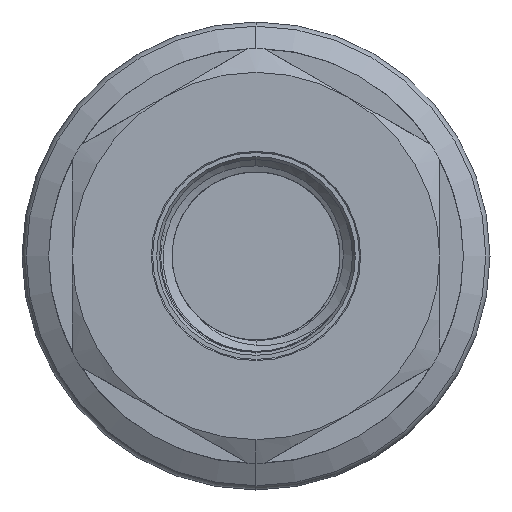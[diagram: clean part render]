
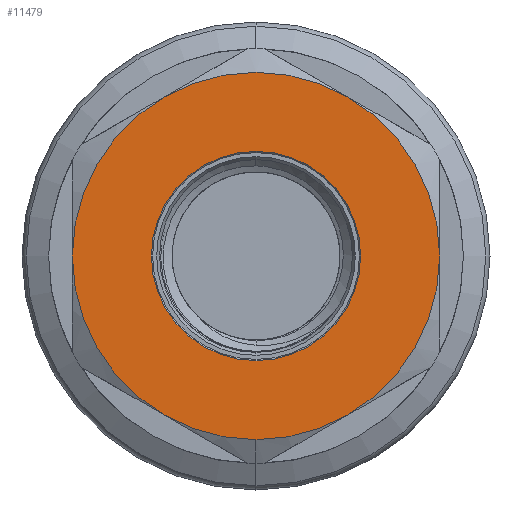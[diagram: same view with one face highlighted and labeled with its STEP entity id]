
A CAD part, left-side view. The second image highlights one B-rep face of the part: STEP entity #11479.
In plain terms, the highlighted planar face has unit normal (-1, 0, 0).
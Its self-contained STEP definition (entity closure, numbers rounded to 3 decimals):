
#1431 = CARTESIAN_POINT ( 'NONE',  ( 0., 0., 0. ) ) ;
#1432 = DIRECTION ( 'NONE',  ( 1., 0., 0. ) ) ;
#1433 = DIRECTION ( 'NONE',  ( 0., 0., -1. ) ) ;
#1443 = CARTESIAN_POINT ( 'NONE',  ( 0., 0., 0. ) ) ;
#1444 = DIRECTION ( 'NONE',  ( -1., 0., 0. ) ) ;
#1445 = DIRECTION ( 'NONE',  ( 0., 0., 1. ) ) ;
#1468 = CARTESIAN_POINT ( 'NONE',  ( 0., 0., 0. ) ) ;
#1469 = DIRECTION ( 'NONE',  ( 1., 0., 0. ) ) ;
#1470 = DIRECTION ( 'NONE',  ( 0., 0., -1. ) ) ;
#1557 = CARTESIAN_POINT ( 'NONE',  ( 0., 0., 0. ) ) ;
#1558 = DIRECTION ( 'NONE',  ( 1., 0., 0. ) ) ;
#1559 = DIRECTION ( 'NONE',  ( 0., 0., -1. ) ) ;
#1894 = AXIS2_PLACEMENT_3D ( 'NONE', #8129, #8130, #8131 ) ;
#1918 = AXIS2_PLACEMENT_3D ( 'NONE', #1557, #1558, #1559 ) ;
#1921 = AXIS2_PLACEMENT_3D ( 'NONE', #1443, #1444, #1445 ) ;
#1924 = AXIS2_PLACEMENT_3D ( 'NONE', #1468, #1469, #1470 ) ;
#1930 = AXIS2_PLACEMENT_3D ( 'NONE', #1431, #1432, #1433 ) ;
#1969 = AXIS2_PLACEMENT_3D ( 'NONE', #9211, #9212, #9213 ) ;
#2074 = EDGE_CURVE ( 'NONE', #9872, #9871, #6424, .T. ) ;
#2075 = EDGE_CURVE ( 'NONE', #9864, #9872, #6430, .T. ) ;
#2088 = AXIS2_PLACEMENT_3D ( 'NONE', #4821, #4822, #4823 ) ;
#2119 = AXIS2_PLACEMENT_3D ( 'NONE', #3874, #3876, #3879 ) ;
#2159 = AXIS2_PLACEMENT_3D ( 'NONE', #4859, #4860, #4861 ) ;
#2161 = AXIS2_PLACEMENT_3D ( 'NONE', #4855, #4856, #4857 ) ;
#2214 = EDGE_CURVE ( 'NONE', #9811, #9706, #5292, .T. ) ;
#2222 = EDGE_CURVE ( 'NONE', #9975, #9980, #5299, .T. ) ;
#2568 = EDGE_CURVE ( 'NONE', #9867, #9864, #8767, .T. ) ;
#2628 = EDGE_CURVE ( 'NONE', #9706, #9867, #8814, .T. ) ;
#2632 = EDGE_CURVE ( 'NONE', #9980, #9975, #8820, .T. ) ;
#2641 = EDGE_CURVE ( 'NONE', #9871, #9876, #8832, .T. ) ;
#2648 = EDGE_CURVE ( 'NONE', #9876, #9811, #8834, .T. ) ;
#3874 = CARTESIAN_POINT ( 'NONE',  ( 0., 0., 0. ) ) ;
#3876 = DIRECTION ( 'NONE',  ( 1., 0., 0. ) ) ;
#3879 = DIRECTION ( 'NONE',  ( 0., 0., -1. ) ) ;
#4821 = CARTESIAN_POINT ( 'NONE',  ( 0., 0., 0. ) ) ;
#4822 = DIRECTION ( 'NONE',  ( -1., 0., 0. ) ) ;
#4823 = DIRECTION ( 'NONE',  ( 0., 0., 1. ) ) ;
#4855 = CARTESIAN_POINT ( 'NONE',  ( 0., 0., 0. ) ) ;
#4856 = DIRECTION ( 'NONE',  ( 1., 0., 0. ) ) ;
#4857 = DIRECTION ( 'NONE',  ( 0., 0., -1. ) ) ;
#4859 = CARTESIAN_POINT ( 'NONE',  ( 0., 0., 0. ) ) ;
#4860 = DIRECTION ( 'NONE',  ( 1., 0., 0. ) ) ;
#4861 = DIRECTION ( 'NONE',  ( 0., 0., -1. ) ) ;
#5292 = CIRCLE ( 'NONE', #2119, 15.85 ) ;
#5299 = CIRCLE ( 'NONE', #2088, 9.03 ) ;
#6424 = CIRCLE ( 'NONE', #2161, 15.85 ) ;
#6430 = CIRCLE ( 'NONE', #2159, 15.85 ) ;
#7771 = CARTESIAN_POINT ( 'NONE',  ( 0., 0., -15.85 ) ) ;
#7876 = CARTESIAN_POINT ( 'NONE',  ( 0., -7.925, -13.727 ) ) ;
#7929 = CARTESIAN_POINT ( 'NONE',  ( 0., 15.85, 0. ) ) ;
#7932 = CARTESIAN_POINT ( 'NONE',  ( 0., 7.925, -13.727 ) ) ;
#7936 = CARTESIAN_POINT ( 'NONE',  ( 0., -7.925, 13.727 ) ) ;
#7937 = CARTESIAN_POINT ( 'NONE',  ( 0., 7.925, 13.727 ) ) ;
#7941 = CARTESIAN_POINT ( 'NONE',  ( 0., -15.85, 0. ) ) ;
#8040 = CARTESIAN_POINT ( 'NONE',  ( 0., 0., -9.03 ) ) ;
#8045 = CARTESIAN_POINT ( 'NONE',  ( 0., 0., 9.03 ) ) ;
#8127 = PLANE ( 'NONE',  #1894 ) ;
#8129 = CARTESIAN_POINT ( 'NONE',  ( 0., 0., 0. ) ) ;
#8130 = DIRECTION ( 'NONE',  ( 1., 0., 0. ) ) ;
#8131 = DIRECTION ( 'NONE',  ( 0., 0., -1. ) ) ;
#8767 = CIRCLE ( 'NONE', #1969, 15.85 ) ;
#8814 = CIRCLE ( 'NONE', #1930, 15.85 ) ;
#8820 = CIRCLE ( 'NONE', #1921, 9.03 ) ;
#8832 = CIRCLE ( 'NONE', #1924, 15.85 ) ;
#8834 = CIRCLE ( 'NONE', #1918, 15.85 ) ;
#8921 = FACE_BOUND ( 'NONE', #10066, .T. ) ;
#8922 = FACE_OUTER_BOUND ( 'NONE', #10113, .T. ) ;
#9211 = CARTESIAN_POINT ( 'NONE',  ( 0., 0., 0. ) ) ;
#9212 = DIRECTION ( 'NONE',  ( 1., 0., 0. ) ) ;
#9213 = DIRECTION ( 'NONE',  ( 0., 0., -1. ) ) ;
#9487 = ORIENTED_EDGE ( 'NONE', *, *, #2214, .F. ) ;
#9489 = ORIENTED_EDGE ( 'NONE', *, *, #2641, .F. ) ;
#9490 = ORIENTED_EDGE ( 'NONE', *, *, #2648, .F. ) ;
#9491 = ORIENTED_EDGE ( 'NONE', *, *, #2075, .F. ) ;
#9492 = ORIENTED_EDGE ( 'NONE', *, *, #2074, .F. ) ;
#9494 = ORIENTED_EDGE ( 'NONE', *, *, #2628, .F. ) ;
#9495 = ORIENTED_EDGE ( 'NONE', *, *, #2568, .F. ) ;
#9496 = ORIENTED_EDGE ( 'NONE', *, *, #2632, .F. ) ;
#9500 = ORIENTED_EDGE ( 'NONE', *, *, #2222, .F. ) ;
#9706 = VERTEX_POINT ( 'NONE', #7771 ) ;
#9811 = VERTEX_POINT ( 'NONE', #7876 ) ;
#9864 = VERTEX_POINT ( 'NONE', #7929 ) ;
#9867 = VERTEX_POINT ( 'NONE', #7932 ) ;
#9871 = VERTEX_POINT ( 'NONE', #7936 ) ;
#9872 = VERTEX_POINT ( 'NONE', #7937 ) ;
#9876 = VERTEX_POINT ( 'NONE', #7941 ) ;
#9975 = VERTEX_POINT ( 'NONE', #8040 ) ;
#9980 = VERTEX_POINT ( 'NONE', #8045 ) ;
#10066 = EDGE_LOOP ( 'NONE', ( #9496, #9500 ) ) ;
#10113 = EDGE_LOOP ( 'NONE', ( #9487, #9490, #9489, #9492, #9491, #9495, #9494 ) ) ;
#11479 = ADVANCED_FACE ( 'NONE', ( #8922, #8921 ), #8127, .F. ) ;
